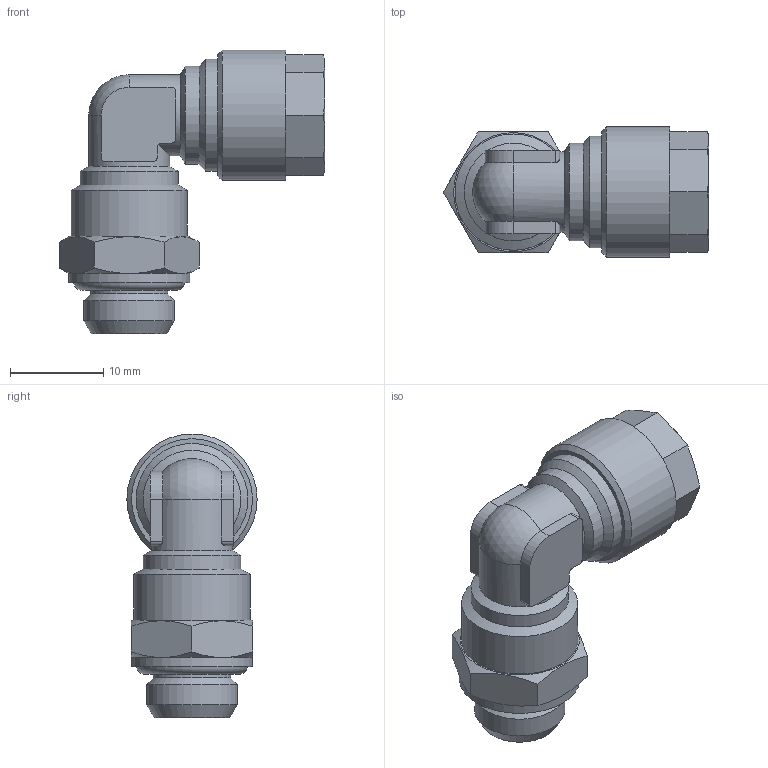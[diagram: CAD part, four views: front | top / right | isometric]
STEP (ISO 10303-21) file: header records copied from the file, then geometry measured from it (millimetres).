
FILE_DESCRIPTION(/* description */ (''),/* implementation_level */ '2;1');
FILE_NAME(/* name */ 'gck_186_dr_msv.stp',/* time_stamp */ '2018-06-01T09:51:03+02:00',/* author */ ('Hamoud'),/* organization */ (''),/* preprocessor_version */ 'ST-DEVELOPER v15.6',/* originating_system */ 'Autodesk Inventor LT ',/* authorisation */ '');
FILE_SCHEMA (('AUTOMOTIVE_DESIGN { 1 0 10303 214 3 1 1 }'));
Length unit declared in the file: millimetre
Products named in the file (1): 11153_305DZ_86_18_01.10.15
Bounding box: 28.51 x 14 x 30.5 mm (x, y, z)
Volume: 3563.4 mm3; surface area: 4277.3 mm2
Topology: 4 solids, 4 shells, 112 faces, 268 edges, 169 vertices
Faces by surface type: plane 42, cone 33, cylinder 32, torus 4, sphere 1
Full cylindrical faces by diameter (mm): 5 x1, 5.5 x1, 6 x1, 6.5 x1, 8 x1, 8.3 x1, 8.7 x2, 9 x2, 9.728 x1, 10.1 x2, 10.5 x2, 10.773 x1, 12 x1, 12.5 x1, 13 x1, 14 x1
Entity records: 4995 total; most frequent: CARTESIAN_POINT 2690, DIRECTION 470, ORIENTED_EDGE 406, EDGE_CURVE 203, AXIS2_PLACEMENT_3D 202, EDGE_LOOP 167, VERTEX_POINT 146, FACE_OUTER_BOUND 112
